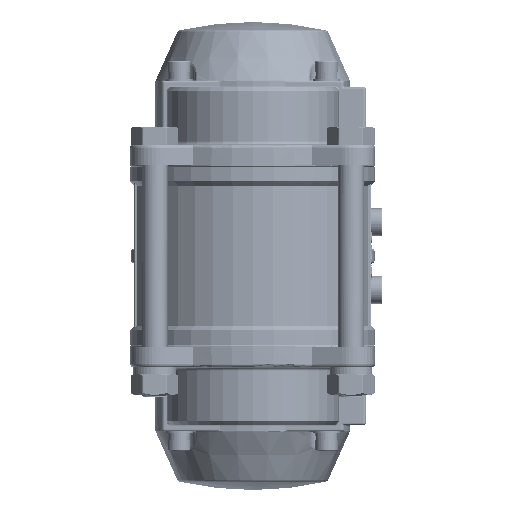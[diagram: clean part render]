
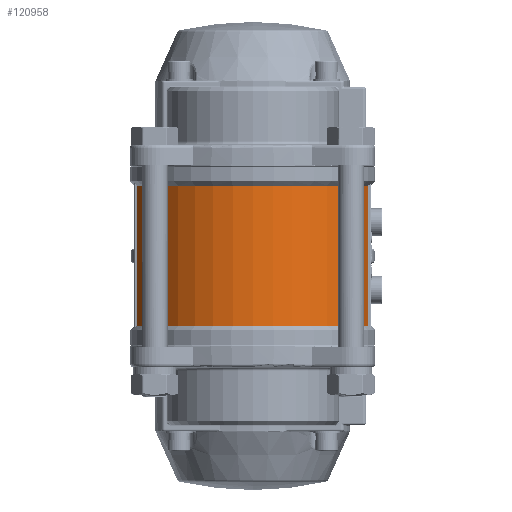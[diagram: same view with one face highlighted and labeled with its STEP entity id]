
A CAD part, front view. The second image highlights one B-rep face of the part: STEP entity #120958.
In plain terms, the highlighted cylindrical face has radius 68 mm (diameter 136 mm), a partial arc.
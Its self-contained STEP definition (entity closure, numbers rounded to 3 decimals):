
#9654 = VECTOR ( 'NONE', #287507, 1000. ) ;
#15297 = DIRECTION ( 'NONE',  ( 1., 0., 0. ) ) ;
#17154 = CARTESIAN_POINT ( 'NONE',  ( 0., 0., -51. ) ) ;
#19947 = CARTESIAN_POINT ( 'NONE',  ( 66.459, -14.394, 40.5 ) ) ;
#27417 = EDGE_CURVE ( 'NONE', #287962, #112764, #166840, .T. ) ;
#32670 = LINE ( 'NONE', #182140, #104630 ) ;
#37992 = DIRECTION ( 'NONE',  ( 0., 0., 1. ) ) ;
#43435 = CARTESIAN_POINT ( 'NONE',  ( -66.459, -14.394, -40.1 ) ) ;
#44853 = EDGE_CURVE ( 'NONE', #287962, #228732, #32670, .T. ) ;
#71539 = DIRECTION ( 'NONE',  ( 0., 0., 1. ) ) ;
#97552 = FACE_OUTER_BOUND ( 'NONE', #298734, .T. ) ;
#104630 = VECTOR ( 'NONE', #344095, 1000. ) ;
#112764 = VERTEX_POINT ( 'NONE', #268887 ) ;
#120958 = ADVANCED_FACE ( 'NONE', ( #97552 ), #135547, .T. ) ;
#122403 = VERTEX_POINT ( 'NONE', #19947 ) ;
#135547 = CYLINDRICAL_SURFACE ( 'NONE', #171409, 68. ) ;
#151477 = CARTESIAN_POINT ( 'NONE',  ( 66.459, -14.394, -51. ) ) ;
#153534 = LINE ( 'NONE', #151477, #9654 ) ;
#157210 = ORIENTED_EDGE ( 'NONE', *, *, #215378, .T. ) ;
#162406 = AXIS2_PLACEMENT_3D ( 'NONE', #339196, #177218, #15297 ) ;
#166840 = CIRCLE ( 'NONE', #331362, 68. ) ;
#171409 = AXIS2_PLACEMENT_3D ( 'NONE', #17154, #71539, #180255 ) ;
#177218 = DIRECTION ( 'NONE',  ( 0., 0., -1. ) ) ;
#180255 = DIRECTION ( 'NONE',  ( 1., 0., 0. ) ) ;
#181158 = CIRCLE ( 'NONE', #162406, 68. ) ;
#182140 = CARTESIAN_POINT ( 'NONE',  ( -66.459, -14.394, -51. ) ) ;
#199989 = CARTESIAN_POINT ( 'NONE',  ( 0., 0., -40.1 ) ) ;
#215378 = EDGE_CURVE ( 'NONE', #122403, #228732, #181158, .T. ) ;
#227194 = DIRECTION ( 'NONE',  ( -1., 0., 0. ) ) ;
#228732 = VERTEX_POINT ( 'NONE', #252993 ) ;
#236234 = ORIENTED_EDGE ( 'NONE', *, *, #44853, .F. ) ;
#252844 = EDGE_CURVE ( 'NONE', #112764, #122403, #153534, .T. ) ;
#252993 = CARTESIAN_POINT ( 'NONE',  ( -66.459, -14.394, 40.5 ) ) ;
#268887 = CARTESIAN_POINT ( 'NONE',  ( 66.459, -14.394, -40.1 ) ) ;
#275442 = ORIENTED_EDGE ( 'NONE', *, *, #252844, .T. ) ;
#286367 = ORIENTED_EDGE ( 'NONE', *, *, #27417, .T. ) ;
#287507 = DIRECTION ( 'NONE',  ( 0., 0., 1. ) ) ;
#287962 = VERTEX_POINT ( 'NONE', #43435 ) ;
#298734 = EDGE_LOOP ( 'NONE', ( #236234, #286367, #275442, #157210 ) ) ;
#331362 = AXIS2_PLACEMENT_3D ( 'NONE', #199989, #37992, #227194 ) ;
#339196 = CARTESIAN_POINT ( 'NONE',  ( 0., 0., 40.5 ) ) ;
#344095 = DIRECTION ( 'NONE',  ( 0., 0., 1. ) ) ;
